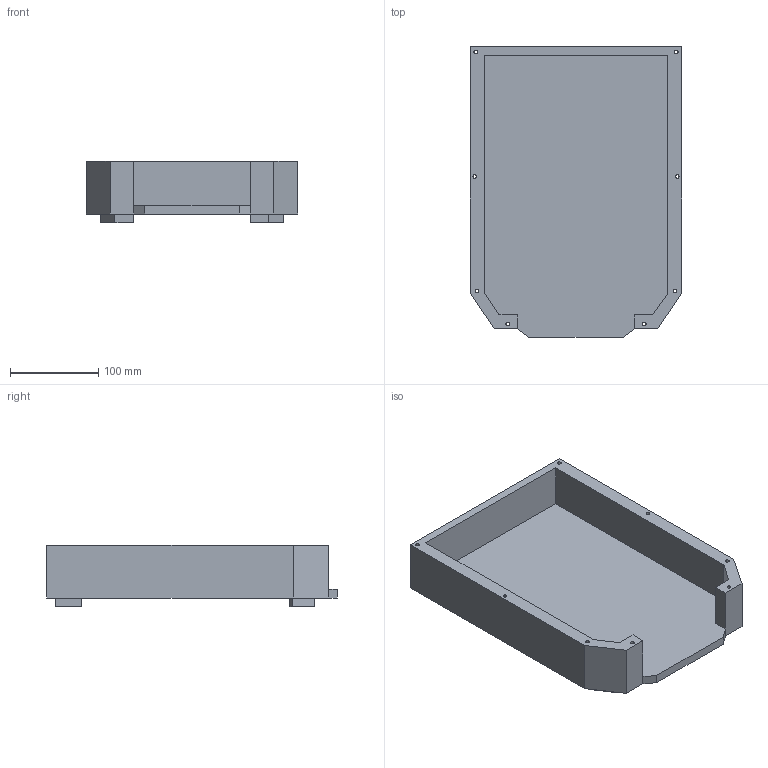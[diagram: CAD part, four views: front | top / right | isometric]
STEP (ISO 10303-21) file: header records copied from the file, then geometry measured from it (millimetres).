
FILE_DESCRIPTION (( 'STEP AP214' ), '1' );
FILE_NAME ('Niveau_2_Base_NonHolonome_Niveau1.STEP', '2024-04-27T23:23:02', ( '' ), ( '' ), 'SwSTEP 2.0', 'SolidWorks 2022', '' );
FILE_SCHEMA (( 'AUTOMOTIVE_DESIGN' ));
Length unit declared in the file: metre
Products named in the file (1): Niveau_2_Base_NonHolonome_Niveau1
Bounding box: 240 x 330 x 70 mm (x, y, z)
Volume: 1411507.6 mm3; surface area: 266927.1 mm2
Topology: 1 solids, 1 shells, 74 faces, 198 edges, 130 vertices
Faces by surface type: plane 50, cylinder 24
Entity records: 2534 total; most frequent: CARTESIAN_POINT 421, ORIENTED_EDGE 396, DIRECTION 380, EDGE_CURVE 198, VECTOR 154, LINE 154, VERTEX_POINT 130, AXIS2_PLACEMENT_3D 113
